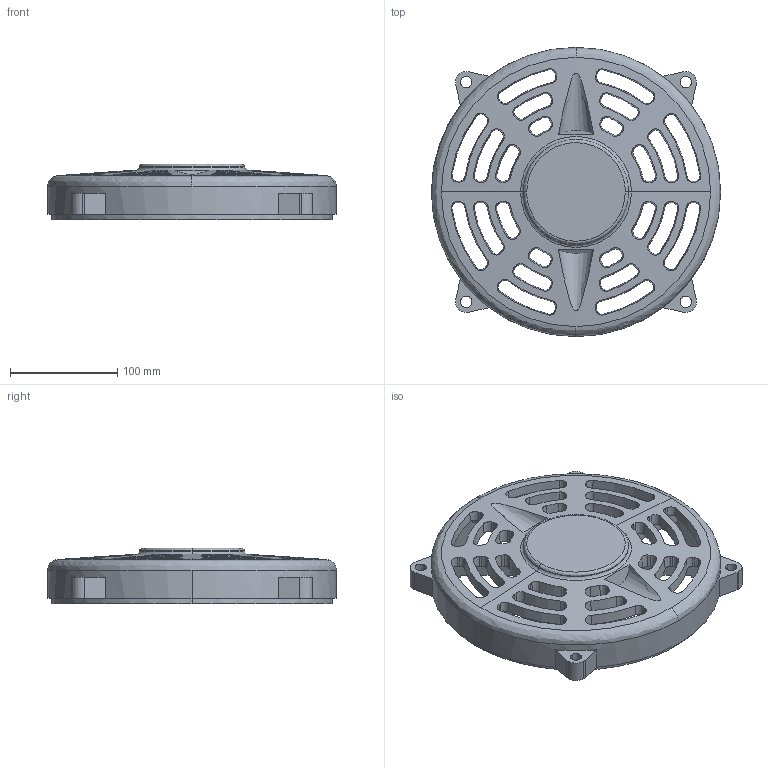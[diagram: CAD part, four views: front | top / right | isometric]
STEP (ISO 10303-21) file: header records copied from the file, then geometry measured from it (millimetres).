
FILE_DESCRIPTION (( 'STEP AP214' ), '1' );
FILE_NAME ('MTADP-OEB-250.STEP', '2020-07-08T14:03:46', ( '' ), ( '' ), 'SwSTEP 2.0', 'SolidWorks 2017', '' );
FILE_SCHEMA (( 'AUTOMOTIVE_DESIGN' ));
Length unit declared in the file: inch
Products named in the file (1): MTADP-OEB-250
Bounding box: 270 x 270 x 52 mm (x, y, z)
Volume: 874820.4 mm3; surface area: 207580 mm2
Topology: 1 solids, 1 shells, 444 faces, 1284 edges, 820 vertices
Faces by surface type: cone 194, plane 142, cylinder 80, bspline 26, torus 2
Entity records: 18936 total; most frequent: CARTESIAN_POINT 7605, ORIENTED_EDGE 2552, DIRECTION 2193, EDGE_CURVE 1276, AXIS2_PLACEMENT_3D 837, VERTEX_POINT 820, LINE 519, VECTOR 519
